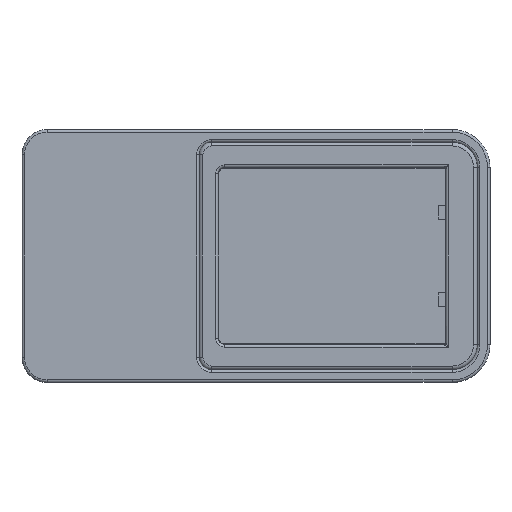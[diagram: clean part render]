
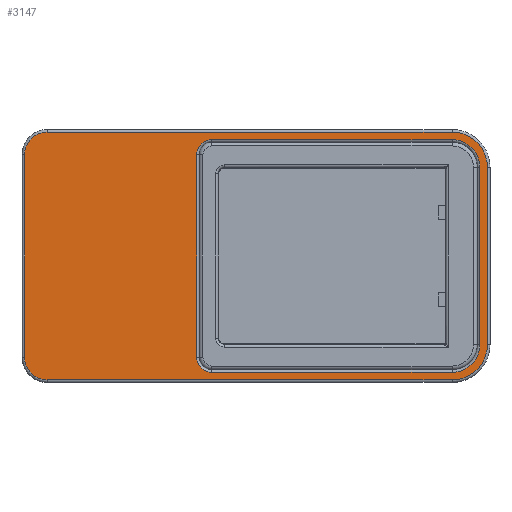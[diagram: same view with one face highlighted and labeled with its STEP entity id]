
A CAD part, left-side view. The second image highlights one B-rep face of the part: STEP entity #3147.
In plain terms, the highlighted planar face has unit normal (-1, 0, 0).
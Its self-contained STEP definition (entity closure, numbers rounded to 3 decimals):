
#276=CIRCLE('',#3607,12.);
#280=CIRCLE('',#3613,22.);
#284=CIRCLE('',#3619,22.);
#287=CIRCLE('',#3624,12.);
#291=CIRCLE('',#3633,28.);
#292=CIRCLE('',#3634,18.);
#293=CIRCLE('',#3635,18.);
#294=CIRCLE('',#3636,28.);
#351=FACE_BOUND('',#810,.T.);
#399=PLANE('',#3632);
#585=FACE_OUTER_BOUND('',#809,.T.);
#809=EDGE_LOOP('',(#2693,#2694,#2695,#2696,#2697,#2698,#2699,#2700));
#810=EDGE_LOOP('',(#2701,#2702,#2703,#2704,#2705,#2706,#2707,#2708));
#1032=LINE('',#6468,#1246);
#1033=LINE('',#6479,#1247);
#1035=LINE('',#6491,#1249);
#1037=LINE('',#6503,#1251);
#1046=LINE('',#6529,#1260);
#1047=LINE('',#6533,#1261);
#1048=LINE('',#6537,#1262);
#1049=LINE('',#6541,#1263);
#1246=VECTOR('',#4560,10.);
#1247=VECTOR('',#4573,10.);
#1249=VECTOR('',#4587,10.);
#1251=VECTOR('',#4601,10.);
#1260=VECTOR('',#4630,10.);
#1261=VECTOR('',#4633,10.);
#1262=VECTOR('',#4636,10.);
#1263=VECTOR('',#4639,10.);
#1473=VERTEX_POINT('',#6461);
#1476=VERTEX_POINT('',#6466);
#1478=VERTEX_POINT('',#6471);
#1480=VERTEX_POINT('',#6477);
#1482=VERTEX_POINT('',#6483);
#1484=VERTEX_POINT('',#6489);
#1486=VERTEX_POINT('',#6495);
#1488=VERTEX_POINT('',#6501);
#1494=VERTEX_POINT('',#6527);
#1495=VERTEX_POINT('',#6528);
#1496=VERTEX_POINT('',#6530);
#1497=VERTEX_POINT('',#6532);
#1498=VERTEX_POINT('',#6534);
#1499=VERTEX_POINT('',#6536);
#1500=VERTEX_POINT('',#6538);
#1501=VERTEX_POINT('',#6540);
#1872=EDGE_CURVE('',#1476,#1473,#1032,.T.);
#1874=EDGE_CURVE('',#1478,#1476,#276,.T.);
#1877=EDGE_CURVE('',#1480,#1478,#1033,.T.);
#1880=EDGE_CURVE('',#1482,#1480,#280,.T.);
#1883=EDGE_CURVE('',#1484,#1482,#1035,.T.);
#1886=EDGE_CURVE('',#1486,#1484,#284,.T.);
#1889=EDGE_CURVE('',#1488,#1486,#1037,.T.);
#1891=EDGE_CURVE('',#1473,#1488,#287,.T.);
#1902=EDGE_CURVE('',#1494,#1495,#1046,.T.);
#1903=EDGE_CURVE('',#1496,#1494,#291,.T.);
#1904=EDGE_CURVE('',#1497,#1496,#1047,.T.);
#1905=EDGE_CURVE('',#1498,#1497,#292,.T.);
#1906=EDGE_CURVE('',#1499,#1498,#1048,.T.);
#1907=EDGE_CURVE('',#1500,#1499,#293,.T.);
#1908=EDGE_CURVE('',#1501,#1500,#1049,.T.);
#1909=EDGE_CURVE('',#1495,#1501,#294,.T.);
#2693=ORIENTED_EDGE('',*,*,#1902,.F.);
#2694=ORIENTED_EDGE('',*,*,#1903,.F.);
#2695=ORIENTED_EDGE('',*,*,#1904,.F.);
#2696=ORIENTED_EDGE('',*,*,#1905,.F.);
#2697=ORIENTED_EDGE('',*,*,#1906,.F.);
#2698=ORIENTED_EDGE('',*,*,#1907,.F.);
#2699=ORIENTED_EDGE('',*,*,#1908,.F.);
#2700=ORIENTED_EDGE('',*,*,#1909,.F.);
#2701=ORIENTED_EDGE('',*,*,#1872,.F.);
#2702=ORIENTED_EDGE('',*,*,#1874,.F.);
#2703=ORIENTED_EDGE('',*,*,#1877,.F.);
#2704=ORIENTED_EDGE('',*,*,#1880,.F.);
#2705=ORIENTED_EDGE('',*,*,#1883,.F.);
#2706=ORIENTED_EDGE('',*,*,#1886,.F.);
#2707=ORIENTED_EDGE('',*,*,#1889,.F.);
#2708=ORIENTED_EDGE('',*,*,#1891,.F.);
#3147=ADVANCED_FACE('',(#585,#351),#399,.F.);
#3607=AXIS2_PLACEMENT_3D('',#6473,#4565,#4566);
#3613=AXIS2_PLACEMENT_3D('',#6485,#4579,#4580);
#3619=AXIS2_PLACEMENT_3D('',#6497,#4593,#4594);
#3624=AXIS2_PLACEMENT_3D('',#6506,#4605,#4606);
#3632=AXIS2_PLACEMENT_3D('',#6526,#4628,#4629);
#3633=AXIS2_PLACEMENT_3D('',#6531,#4631,#4632);
#3634=AXIS2_PLACEMENT_3D('',#6535,#4634,#4635);
#3635=AXIS2_PLACEMENT_3D('',#6539,#4637,#4638);
#3636=AXIS2_PLACEMENT_3D('',#6542,#4640,#4641);
#4560=DIRECTION('',(0.,0.,-1.));
#4565=DIRECTION('center_axis',(-1.,0.,0.));
#4566=DIRECTION('ref_axis',(0.,0.707,0.707));
#4573=DIRECTION('',(0.,1.,0.));
#4579=DIRECTION('center_axis',(-1.,0.,0.));
#4580=DIRECTION('ref_axis',(0.,-0.707,0.707));
#4587=DIRECTION('',(0.,0.,1.));
#4593=DIRECTION('center_axis',(-1.,0.,0.));
#4594=DIRECTION('ref_axis',(0.,-0.707,-0.707));
#4601=DIRECTION('',(0.,-1.,0.));
#4605=DIRECTION('center_axis',(-1.,0.,0.));
#4606=DIRECTION('ref_axis',(0.,0.707,-0.707));
#4628=DIRECTION('center_axis',(1.,0.,0.));
#4629=DIRECTION('ref_axis',(0.,0.,-1.));
#4630=DIRECTION('',(0.,0.,-1.));
#4631=DIRECTION('center_axis',(1.,0.,0.));
#4632=DIRECTION('ref_axis',(0.,-0.707,0.707));
#4633=DIRECTION('',(0.,-1.,0.));
#4634=DIRECTION('center_axis',(1.,0.,0.));
#4635=DIRECTION('ref_axis',(0.,0.707,0.707));
#4636=DIRECTION('',(0.,0.,1.));
#4637=DIRECTION('center_axis',(1.,0.,0.));
#4638=DIRECTION('ref_axis',(0.,0.707,-0.707));
#4639=DIRECTION('',(0.,1.,0.));
#4640=DIRECTION('center_axis',(1.,0.,0.));
#4641=DIRECTION('ref_axis',(0.,-0.707,-0.707));
#6461=CARTESIAN_POINT('',(5.,222.,-170.));
#6466=CARTESIAN_POINT('',(5.,222.,-10.));
#6468=CARTESIAN_POINT('',(5.,222.,-130.));
#6471=CARTESIAN_POINT('',(5.,210.,2.));
#6473=CARTESIAN_POINT('Origin',(5.,210.,-10.));
#6477=CARTESIAN_POINT('',(5.,20.,2.));
#6479=CARTESIAN_POINT('',(5.,192.5,2.));
#6483=CARTESIAN_POINT('',(5.,-2.,-20.));
#6485=CARTESIAN_POINT('Origin',(5.,20.,-20.));
#6489=CARTESIAN_POINT('',(5.,-2.,-160.));
#6491=CARTESIAN_POINT('',(5.,-2.,-55.));
#6495=CARTESIAN_POINT('',(5.,20.,-182.));
#6497=CARTESIAN_POINT('Origin',(5.,20.,-160.));
#6501=CARTESIAN_POINT('',(5.,210.,-182.));
#6503=CARTESIAN_POINT('',(5.,97.5,-182.));
#6506=CARTESIAN_POINT('Origin',(5.,210.,-170.));
#6526=CARTESIAN_POINT('Origin',(5.,175.,-90.));
#6527=CARTESIAN_POINT('',(5.,-8.,-20.));
#6528=CARTESIAN_POINT('',(5.,-8.,-160.));
#6529=CARTESIAN_POINT('',(5.,-8.,-55.));
#6530=CARTESIAN_POINT('',(5.,20.,8.));
#6531=CARTESIAN_POINT('Origin',(5.,20.,-20.));
#6532=CARTESIAN_POINT('',(5.,340.,8.));
#6533=CARTESIAN_POINT('',(5.,257.5,8.));
#6534=CARTESIAN_POINT('',(5.,358.,-10.));
#6535=CARTESIAN_POINT('Origin',(5.,340.,-10.));
#6536=CARTESIAN_POINT('',(5.,358.,-170.));
#6537=CARTESIAN_POINT('',(5.,358.,-130.));
#6538=CARTESIAN_POINT('',(5.,340.,-188.));
#6539=CARTESIAN_POINT('Origin',(5.,340.,-170.));
#6540=CARTESIAN_POINT('',(5.,20.,-188.));
#6541=CARTESIAN_POINT('',(5.,97.5,-188.));
#6542=CARTESIAN_POINT('Origin',(5.,20.,-160.));
